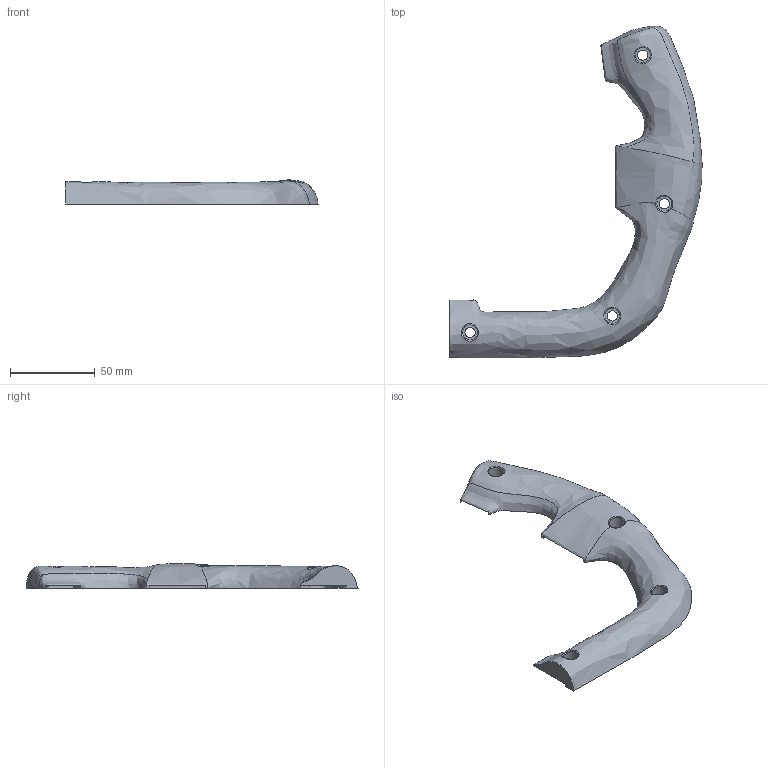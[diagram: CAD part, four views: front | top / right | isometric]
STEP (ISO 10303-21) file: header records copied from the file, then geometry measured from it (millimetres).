
FILE_DESCRIPTION(/* description */ (''),/* implementation_level */ '2;1');
FILE_NAME(/* name */ 'Right Front Grip.step',/* time_stamp */ '2020-07-20T21:33:30-05:00',/* author */ (''),/* organization */ (''),/* preprocessor_version */ 'ST-DEVELOPER v18.1',/* originating_system */ 'Autodesk Translation Framework v9.3.0.1241',/* authorisation */ '');
FILE_SCHEMA (('AUTOMOTIVE_DESIGN { 1 0 10303 214 3 1 1 }'));
Length unit declared in the file: millimetre
Products named in the file (1): Right Front Grip
Bounding box: 148.47 x 195.35 x 14.34 mm (x, y, z)
Volume: 83807.2 mm3; surface area: 25437.3 mm2
Topology: 1 solids, 1 shells, 47 faces, 127 edges, 85 vertices
Faces by surface type: plane 18, bspline 18, cylinder 11
Full cylindrical faces by diameter (mm): 6 x4, 9 x4
Entity records: 6575 total; most frequent: CARTESIAN_POINT 5504, ORIENTED_EDGE 254, DIRECTION 149, EDGE_CURVE 127, VERTEX_POINT 85, EDGE_LOOP 58, AXIS2_PLACEMENT_3D 52, B_SPLINE_CURVE_WITH_KNOTS 50
